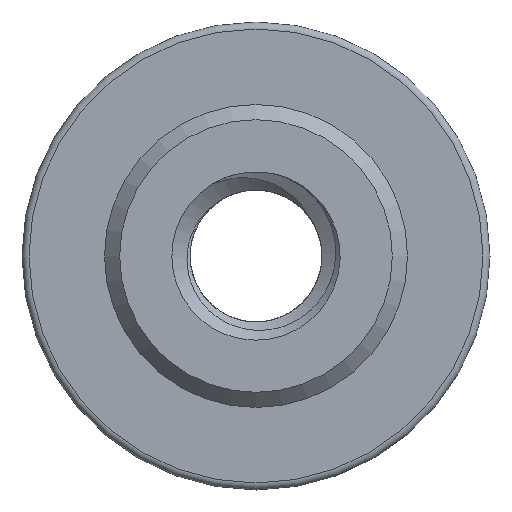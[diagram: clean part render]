
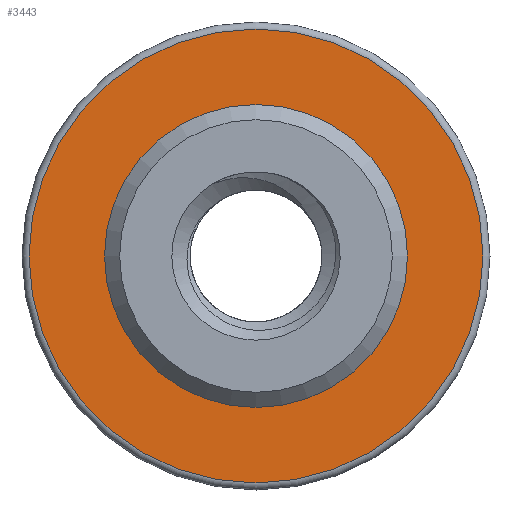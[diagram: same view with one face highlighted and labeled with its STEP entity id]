
A CAD part, front view. The second image highlights one B-rep face of the part: STEP entity #3443.
In plain terms, the highlighted planar face has unit normal (0, -1, 0).
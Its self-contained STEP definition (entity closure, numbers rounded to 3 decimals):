
#108 = CIRCLE ( 'NONE', #1840, 2.697 ) ;
#213 = AXIS2_PLACEMENT_3D ( 'NONE', #2543, #904, #306 ) ;
#306 = DIRECTION ( 'NONE',  ( 0., 0., -1. ) ) ;
#307 = DIRECTION ( 'NONE',  ( 0., 0., 1. ) ) ;
#534 = CIRCLE ( 'NONE', #213, 1.8 ) ;
#609 = ORIENTED_EDGE ( 'NONE', *, *, #969, .T. ) ;
#789 = EDGE_CURVE ( 'NONE', #1443, #1443, #534, .T. ) ;
#904 = DIRECTION ( 'NONE',  ( 0., -1., 0. ) ) ;
#969 = EDGE_CURVE ( 'NONE', #1744, #1744, #108, .T. ) ;
#1072 = CARTESIAN_POINT ( 'NONE',  ( -1.8, 1.53, 0. ) ) ;
#1142 = FACE_OUTER_BOUND ( 'NONE', #1529, .T. ) ;
#1227 = EDGE_LOOP ( 'NONE', ( #1849 ) ) ;
#1443 = VERTEX_POINT ( 'NONE', #2584 ) ;
#1529 = EDGE_LOOP ( 'NONE', ( #609 ) ) ;
#1744 = VERTEX_POINT ( 'NONE', #2913 ) ;
#1840 = AXIS2_PLACEMENT_3D ( 'NONE', #2251, #2548, #3152 ) ;
#1849 = ORIENTED_EDGE ( 'NONE', *, *, #789, .F. ) ;
#2251 = CARTESIAN_POINT ( 'NONE',  ( 0., 1.53, 0. ) ) ;
#2284 = PLANE ( 'NONE',  #2539 ) ;
#2539 = AXIS2_PLACEMENT_3D ( 'NONE', #1072, #2890, #307 ) ;
#2543 = CARTESIAN_POINT ( 'NONE',  ( 0., 1.53, 0. ) ) ;
#2548 = DIRECTION ( 'NONE',  ( 0., -1., 0. ) ) ;
#2584 = CARTESIAN_POINT ( 'NONE',  ( 0., 1.53, -1.8 ) ) ;
#2890 = DIRECTION ( 'NONE',  ( 0., 1., 0. ) ) ;
#2913 = CARTESIAN_POINT ( 'NONE',  ( 0., 1.53, -2.697 ) ) ;
#3152 = DIRECTION ( 'NONE',  ( 0., 0., -1. ) ) ;
#3443 = ADVANCED_FACE ( 'NONE', ( #3702, #1142 ), #2284, .F. ) ;
#3702 = FACE_BOUND ( 'NONE', #1227, .T. ) ;
